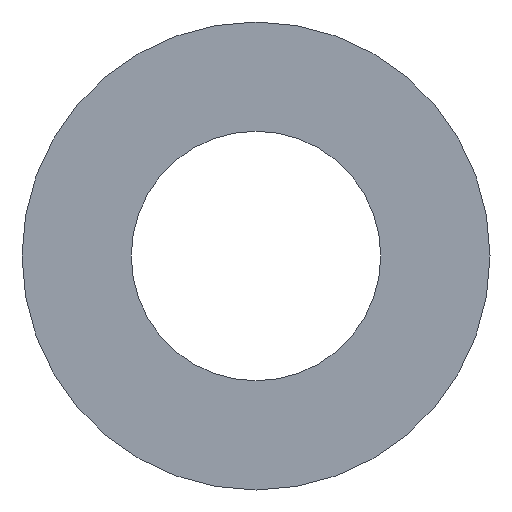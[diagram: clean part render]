
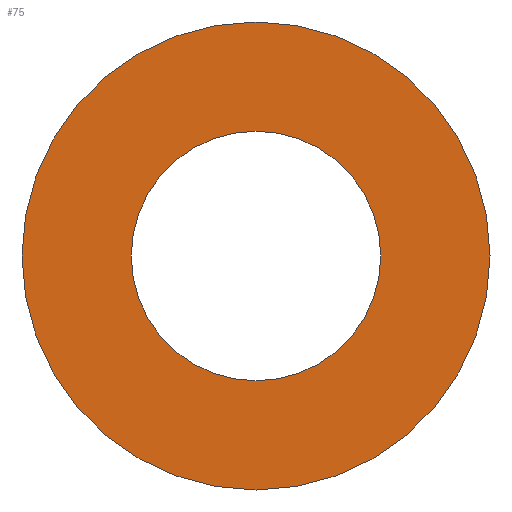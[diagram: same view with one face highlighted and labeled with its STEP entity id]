
A CAD part, front view. The second image highlights one B-rep face of the part: STEP entity #75.
In plain terms, the highlighted planar face has unit normal (0, -1, 0).
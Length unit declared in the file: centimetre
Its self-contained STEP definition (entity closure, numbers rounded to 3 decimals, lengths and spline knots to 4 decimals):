
#8 = DIRECTION ( 'NONE',  ( 0., 1., 0. ) ) ;
#9 = EDGE_CURVE ( 'NONE', #364, #282, #293, .T. ) ;
#13 = CARTESIAN_POINT ( 'NONE',  ( 0., 0., 0. ) ) ;
#24 = DIRECTION ( 'NONE',  ( 0., 1., 0. ) ) ;
#26 = AXIS2_PLACEMENT_3D ( 'NONE', #52, #138, #166 ) ;
#28 = CARTESIAN_POINT ( 'NONE',  ( 0., 0., -0.4 ) ) ;
#31 = EDGE_CURVE ( 'NONE', #192, #67, #222, .T. ) ;
#37 = FACE_OUTER_BOUND ( 'NONE', #357, .T. ) ;
#48 = ORIENTED_EDGE ( 'NONE', *, *, #31, .F. ) ;
#52 = CARTESIAN_POINT ( 'NONE',  ( 0., 0., 0. ) ) ;
#67 = VERTEX_POINT ( 'NONE', #326 ) ;
#75 = ADVANCED_FACE ( 'NONE', ( #37, #233 ), #262, .F. ) ;
#99 = CIRCLE ( 'NONE', #341, 0.4 ) ;
#104 = DIRECTION ( 'NONE',  ( 0., 1., 0. ) ) ;
#108 = ORIENTED_EDGE ( 'NONE', *, *, #269, .T. ) ;
#113 = DIRECTION ( 'NONE',  ( 0., 1., 0. ) ) ;
#127 = DIRECTION ( 'NONE',  ( 0., 0., 1. ) ) ;
#132 = AXIS2_PLACEMENT_3D ( 'NONE', #366, #24, #240 ) ;
#133 = ORIENTED_EDGE ( 'NONE', *, *, #176, .F. ) ;
#138 = DIRECTION ( 'NONE',  ( 0., 1., 0. ) ) ;
#140 = DIRECTION ( 'NONE',  ( 0., 0., 1. ) ) ;
#166 = DIRECTION ( 'NONE',  ( 0., 0., 1. ) ) ;
#176 = EDGE_CURVE ( 'NONE', #67, #192, #285, .T. ) ;
#192 = VERTEX_POINT ( 'NONE', #301 ) ;
#194 = EDGE_LOOP ( 'NONE', ( #237, #108 ) ) ;
#209 = AXIS2_PLACEMENT_3D ( 'NONE', #13, #8, #127 ) ;
#222 = CIRCLE ( 'NONE', #231, 0.75 ) ;
#231 = AXIS2_PLACEMENT_3D ( 'NONE', #345, #113, #140 ) ;
#233 = FACE_BOUND ( 'NONE', #194, .T. ) ;
#237 = ORIENTED_EDGE ( 'NONE', *, *, #9, .T. ) ;
#240 = DIRECTION ( 'NONE',  ( 0., 0., 1. ) ) ;
#262 = PLANE ( 'NONE',  #209 ) ;
#269 = EDGE_CURVE ( 'NONE', #282, #364, #99, .T. ) ;
#279 = CARTESIAN_POINT ( 'NONE',  ( 0., 0., 0. ) ) ;
#282 = VERTEX_POINT ( 'NONE', #371 ) ;
#285 = CIRCLE ( 'NONE', #26, 0.75 ) ;
#293 = CIRCLE ( 'NONE', #132, 0.4 ) ;
#301 = CARTESIAN_POINT ( 'NONE',  ( 0., 0., -0.75 ) ) ;
#312 = DIRECTION ( 'NONE',  ( 0., 0., 1. ) ) ;
#326 = CARTESIAN_POINT ( 'NONE',  ( 0., 0., 0.75 ) ) ;
#341 = AXIS2_PLACEMENT_3D ( 'NONE', #279, #104, #312 ) ;
#345 = CARTESIAN_POINT ( 'NONE',  ( 0., 0., 0. ) ) ;
#357 = EDGE_LOOP ( 'NONE', ( #48, #133 ) ) ;
#364 = VERTEX_POINT ( 'NONE', #28 ) ;
#366 = CARTESIAN_POINT ( 'NONE',  ( 0., 0., 0. ) ) ;
#371 = CARTESIAN_POINT ( 'NONE',  ( 0., 0., 0.4 ) ) ;
